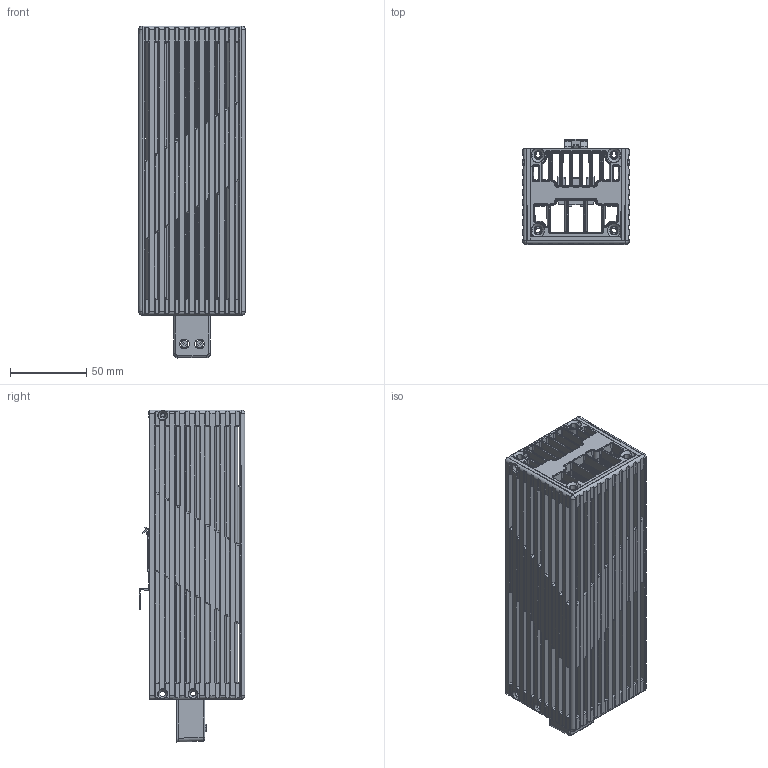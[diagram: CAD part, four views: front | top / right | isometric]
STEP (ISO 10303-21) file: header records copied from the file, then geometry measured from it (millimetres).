
FILE_DESCRIPTION((''),'2;1');
FILE_NAME('KH-501-150W-ST_ASM','2016-06-22T',('alexcam'),(''),'CREO PARAMETRIC BY PTC INC, 2014500','CREO PARAMETRIC BY PTC INC, 2014500','');
FILE_SCHEMA(('CONFIG_CONTROL_DESIGN'));
Products named in the file (7): 501150_10; 501150_13; 501150_14; 501150_15; 501150_18; 501150_19; KH-501-150W-ST_ASM
Assembly tree (6 placements, depth 2):
  KH-501-150W-ST_ASM
    501150_10
    501150_13
    501150_14
    501150_15
    501150_18
    501150_19
Bounding box: 70 x 69.35 x 218.14 mm (x, y, z)
Volume: 205955.3 mm3; surface area: 297410.4 mm2
Topology: 5 solids, 394 shells, 2686 faces, 8266 edges, 5908 vertices
Faces by surface type: plane 1957, cylinder 488, cone 113, torus 68, bspline 32, extrusion 26, sphere 2
Entity records: 138873 total; most frequent: CARTESIAN_POINT 68305, ORIENTED_EDGE 15184, DIRECTION 12295, EDGE_CURVE 8262, VECTOR 5977, LINE 5951, VERTEX_POINT 5908, AXIS2_PLACEMENT_3D 3159
